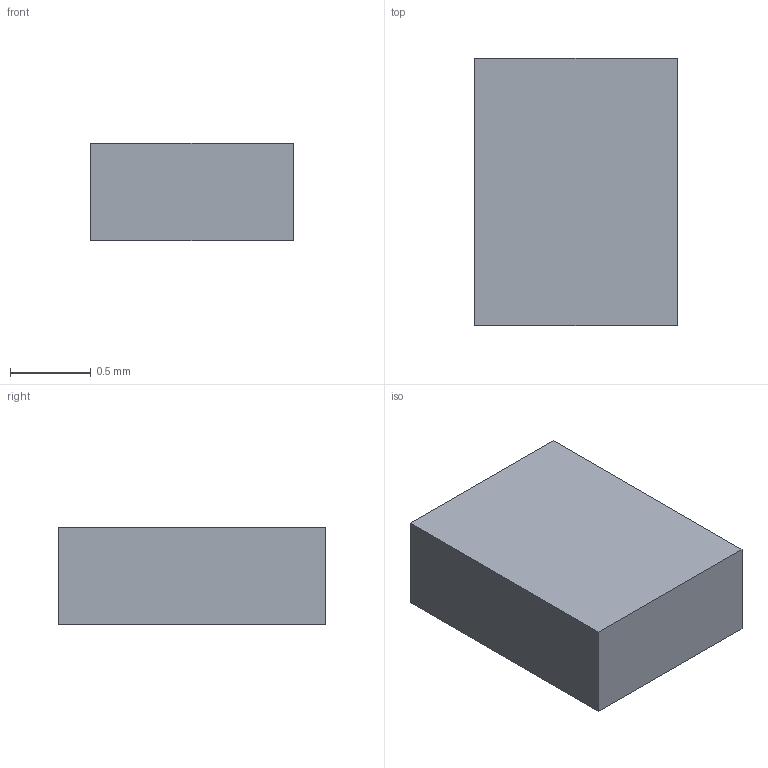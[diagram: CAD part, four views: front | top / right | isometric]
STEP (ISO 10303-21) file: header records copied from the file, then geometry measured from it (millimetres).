
FILE_DESCRIPTION(/* description */ (''),/* implementation_level */ '2;1');
FILE_NAME(/* name */ 'SOT-553.step',/* time_stamp */ '2018-05-11T19:54:53+09:00',/* author */ (''),/* organization */ (''),/* preprocessor_version */ 'ST-DEVELOPER v17',/* originating_system */ 'Autodesk Translation Framework v7.1.0.215',/* authorisation */ '');
FILE_SCHEMA (('AUTOMOTIVE_DESIGN { 1 0 10303 214 3 1 1 }'));
Length unit declared in the file: millimetre
Products named in the file (4): PCB; Designator1; 1022445312; Extruded
Assembly tree (3 placements, depth 4):
  PCB
    Designator1
      1022445312
        Extruded
Bounding box: 1.25 x 1.65 x 0.6 mm (x, y, z)
Volume: 1.2 mm3; surface area: 7.6 mm2
Topology: 1 solids, 1 shells, 6 faces, 12 edges, 8 vertices
Faces by surface type: plane 6
Entity records: 256 total; most frequent: DIRECTION 38, CARTESIAN_POINT 33, ORIENTED_EDGE 24, AXIS2_PLACEMENT_3D 13, LINE 12, VECTOR 12, EDGE_CURVE 12, VERTEX_POINT 8
